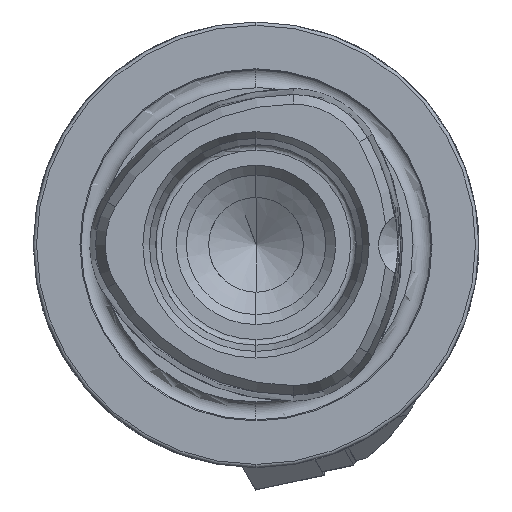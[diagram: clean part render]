
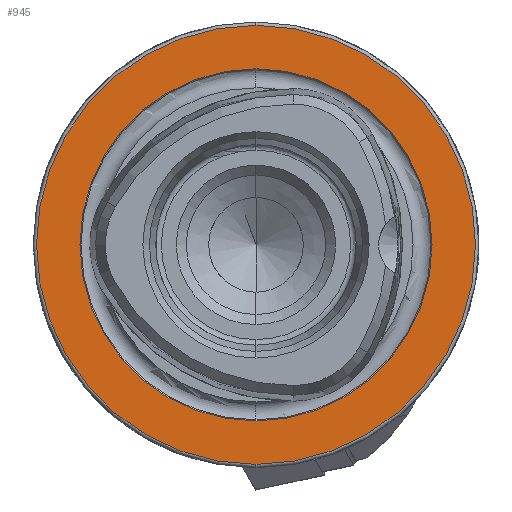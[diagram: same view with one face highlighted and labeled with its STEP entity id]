
A CAD part, left-side view. The second image highlights one B-rep face of the part: STEP entity #945.
In plain terms, the highlighted planar face has unit normal (-1, 0, 0).
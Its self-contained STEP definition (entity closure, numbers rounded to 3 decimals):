
#202 = CARTESIAN_POINT ( 'NONE',  ( 0., 0., 0. ) ) ;
#277 = DIRECTION ( 'NONE',  ( -1., 0., 0. ) ) ;
#315 = VERTEX_POINT ( 'NONE', #3803 ) ;
#620 = DIRECTION ( 'NONE',  ( 0., 0., 1. ) ) ;
#786 = EDGE_LOOP ( 'NONE', ( #5032, #9492 ) ) ;
#945 = ADVANCED_FACE ( 'NONE', ( #4007, #6758 ), #7591, .F. ) ;
#1275 = CARTESIAN_POINT ( 'NONE',  ( 0., 0., 19.7 ) ) ;
#2027 = CARTESIAN_POINT ( 'NONE',  ( 0., 15.8, 0. ) ) ;
#2185 = EDGE_CURVE ( 'NONE', #7770, #11074, #5681, .T. ) ;
#2772 = DIRECTION ( 'NONE',  ( 0., 0., 1. ) ) ;
#3236 = AXIS2_PLACEMENT_3D ( 'NONE', #8407, #11194, #2772 ) ;
#3505 = CARTESIAN_POINT ( 'NONE',  ( 0., 0., 0. ) ) ;
#3803 = CARTESIAN_POINT ( 'NONE',  ( 0., 0., -19.7 ) ) ;
#3913 = DIRECTION ( 'NONE',  ( 0., 0., -1. ) ) ;
#4007 = FACE_BOUND ( 'NONE', #10906, .T. ) ;
#4137 = AXIS2_PLACEMENT_3D ( 'NONE', #9574, #277, #11436 ) ;
#4467 = ORIENTED_EDGE ( 'NONE', *, *, #2185, .F. ) ;
#4668 = EDGE_CURVE ( 'NONE', #10412, #315, #7677, .T. ) ;
#4894 = DIRECTION ( 'NONE',  ( -1., 0., 0. ) ) ;
#5032 = ORIENTED_EDGE ( 'NONE', *, *, #4668, .T. ) ;
#5324 = ORIENTED_EDGE ( 'NONE', *, *, #8294, .F. ) ;
#5368 = CIRCLE ( 'NONE', #4137, 15.8 ) ;
#5681 = CIRCLE ( 'NONE', #3236, 15.8 ) ;
#5702 = AXIS2_PLACEMENT_3D ( 'NONE', #3505, #6303, #620 ) ;
#5788 = AXIS2_PLACEMENT_3D ( 'NONE', #202, #4894, #10451 ) ;
#6303 = DIRECTION ( 'NONE',  ( -1., 0., 0. ) ) ;
#6502 = EDGE_CURVE ( 'NONE', #315, #10412, #8271, .T. ) ;
#6629 = CARTESIAN_POINT ( 'NONE',  ( 0., 0., 15.8 ) ) ;
#6758 = FACE_OUTER_BOUND ( 'NONE', #786, .T. ) ;
#7591 = PLANE ( 'NONE',  #10095 ) ;
#7677 = CIRCLE ( 'NONE', #5702, 19.7 ) ;
#7770 = VERTEX_POINT ( 'NONE', #6629 ) ;
#8271 = CIRCLE ( 'NONE', #5788, 19.7 ) ;
#8294 = EDGE_CURVE ( 'NONE', #11074, #7770, #5368, .T. ) ;
#8407 = CARTESIAN_POINT ( 'NONE',  ( 0., 0., 0. ) ) ;
#8522 = DIRECTION ( 'NONE',  ( 1., 0., 0. ) ) ;
#9492 = ORIENTED_EDGE ( 'NONE', *, *, #6502, .T. ) ;
#9574 = CARTESIAN_POINT ( 'NONE',  ( 0., 0., 0. ) ) ;
#9767 = CARTESIAN_POINT ( 'NONE',  ( 0., 0., -15.8 ) ) ;
#10095 = AXIS2_PLACEMENT_3D ( 'NONE', #2027, #8522, #3913 ) ;
#10412 = VERTEX_POINT ( 'NONE', #1275 ) ;
#10451 = DIRECTION ( 'NONE',  ( 0., 0., 1. ) ) ;
#10906 = EDGE_LOOP ( 'NONE', ( #4467, #5324 ) ) ;
#11074 = VERTEX_POINT ( 'NONE', #9767 ) ;
#11194 = DIRECTION ( 'NONE',  ( -1., 0., 0. ) ) ;
#11436 = DIRECTION ( 'NONE',  ( 0., 0., 1. ) ) ;
